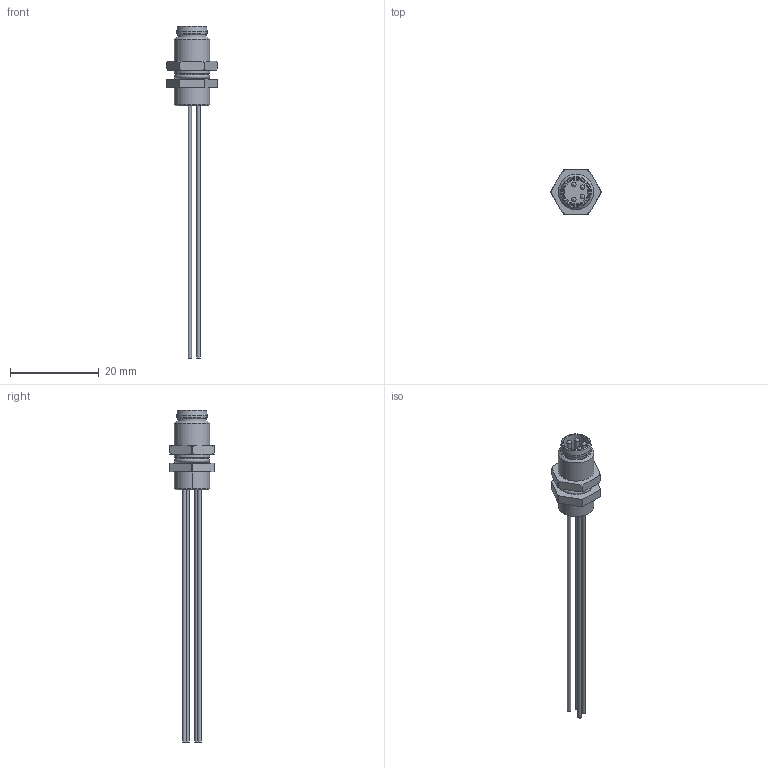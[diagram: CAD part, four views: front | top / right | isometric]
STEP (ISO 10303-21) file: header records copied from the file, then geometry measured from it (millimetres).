
FILE_DESCRIPTION(/* description */ (''),/* implementation_level */ '2;1');
FILE_NAME(/* name */ 'FSZ41--M8.stp',/* time_stamp */ '2018-06-13T13:42:23+08:00',/* author */ (''),/* organization */ (''),/* preprocessor_version */ 'ST-DEVELOPER v14',/* originating_system */ 'SIEMENS PLM Software NX 8.0',/* authorisation */ '');
FILE_SCHEMA (('AUTOMOTIVE_DESIGN { 1 0 10303 214 3 1 1 1 }'));
Length unit declared in the file: millimetre
Products named in the file (1): DELL1D0C44658xxk
Bounding box: 11.5 x 10 x 75 mm (x, y, z)
Volume: 987.4 mm3; surface area: 1738.4 mm2
Topology: 1 solids, 10 shells, 140 faces, 328 edges, 213 vertices
Faces by surface type: cylinder 60, plane 37, cone 23, torus 16, sphere 4
Full cylindrical faces by diameter (mm): 0.8 x4, 1 x8, 5.8 x5, 6.5 x1, 6.9 x1, 7 x1, 8 x2
Entity records: 4484 total; most frequent: DIRECTION 706, CARTESIAN_POINT 704, ORIENTED_EDGE 564, AXIS2_PLACEMENT_3D 307, EDGE_CURVE 282, VERTEX_POINT 209, EDGE_LOOP 203, CIRCLE 166
